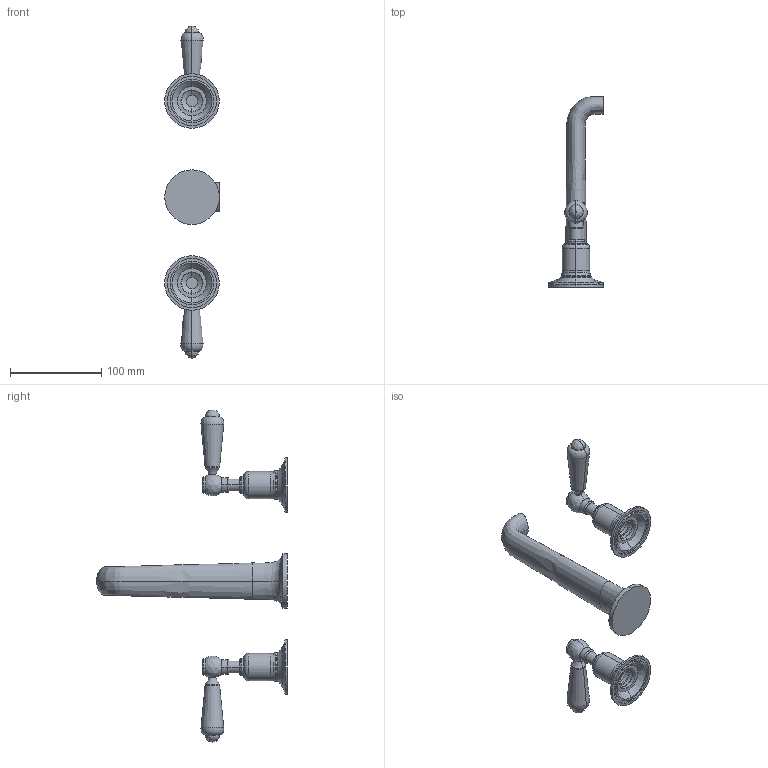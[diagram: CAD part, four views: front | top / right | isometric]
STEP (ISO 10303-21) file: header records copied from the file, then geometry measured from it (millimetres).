
FILE_DESCRIPTION((''),'2;1');
FILE_NAME('85089A_ASM','2018-08-12T',('MQ'),(''),'PRO/ENGINEER BY PARAMETRIC TECHNOLOGY CORPORATION, 2012130','PRO/ENGINEER BY PARAMETRIC TECHNOLOGY CORPORATION, 2012130','');
FILE_SCHEMA(('CONFIG_CONTROL_DESIGN'));
Length unit declared in the file: millimetre
Products named in the file (8): MANIFOLD_SOLID_BREP_179; MANIFOLD_SOLID_BREP_184; MANIFOLD_SOLID_BREP_185; MANIFOLD_SOLID_BREP_189; MANIFOLD_SOLID_BREP_190; ADMI2EE448WE_ASM; YIZHI-NEW-3NEW; 85089A_ASM
Assembly tree (8 placements, depth 3):
  85089A_ASM
    ADMI2EE448WE_ASM
      MANIFOLD_SOLID_BREP_179
      MANIFOLD_SOLID_BREP_184
      MANIFOLD_SOLID_BREP_185
      MANIFOLD_SOLID_BREP_189
      MANIFOLD_SOLID_BREP_190
    YIZHI-NEW-3NEW  x2
Bounding box: 60.04 x 209.75 x 364.82 mm (x, y, z)
Volume: 154602.7 mm3; surface area: 89942.3 mm2
Topology: 9 solids, 9 shells, 234 faces, 480 edges, 279 vertices
Faces by surface type: cylinder 64, torus 60, bspline 41, plane 37, cone 28, revolution 4
Entity records: 10885 total; most frequent: CARTESIAN_POINT 6515, DIRECTION 958, ORIENTED_EDGE 818, AXIS2_PLACEMENT_3D 438, EDGE_CURVE 409, CIRCLE 253, VERTEX_POINT 240, EDGE_LOOP 225
